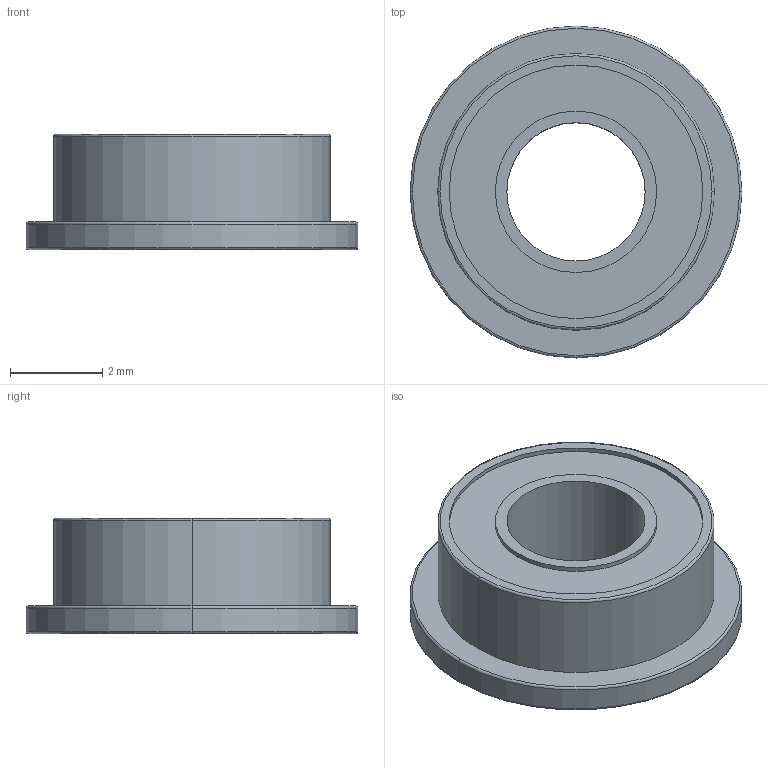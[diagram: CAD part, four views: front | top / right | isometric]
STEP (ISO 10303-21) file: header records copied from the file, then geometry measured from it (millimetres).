
FILE_DESCRIPTION (( 'STEP AP214' ), '1' );
FILE_NAME ('MF63zz 3x6x2.5mm Flanged Bearing.step.STEP', '2023-11-05T20:27:15', ( '' ), ( '' ), 'SwSTEP 2.0', 'SolidWorks 2023', '' );
FILE_SCHEMA (( 'AUTOMOTIVE_DESIGN' ));
Length unit declared in the file: millimetre
Products named in the file (1): MF63zz 3x6x2.5mm Flanged Bearing.step
Bounding box: 7.2 x 7.2 x 2.5 mm (x, y, z)
Volume: 57.6 mm3; surface area: 144.5 mm2
Topology: 1 solids, 1 shells, 27 faces, 54 edges, 34 vertices
Faces by surface type: cylinder 14, plane 7, torus 6
Entity records: 747 total; most frequent: DIRECTION 150, CARTESIAN_POINT 116, ORIENTED_EDGE 108, AXIS2_PLACEMENT_3D 68, EDGE_CURVE 54, CIRCLE 40, VERTEX_POINT 34, EDGE_LOOP 34
